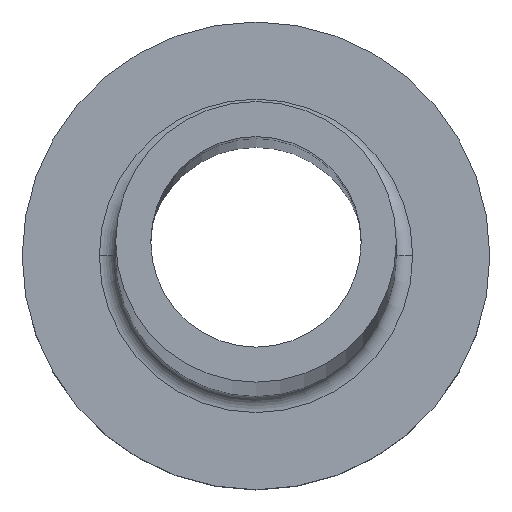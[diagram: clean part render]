
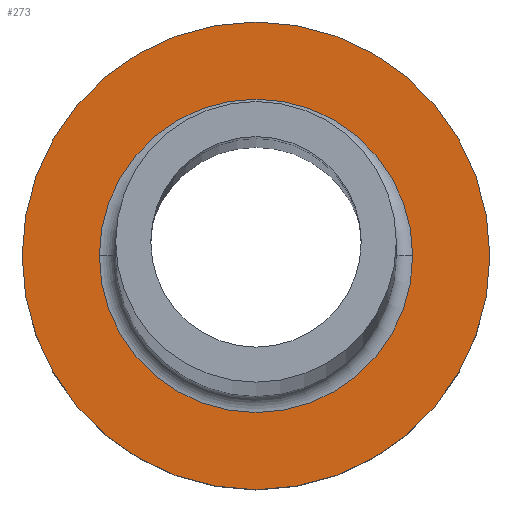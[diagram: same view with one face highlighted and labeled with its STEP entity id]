
A CAD part, top view. The second image highlights one B-rep face of the part: STEP entity #273.
In plain terms, the highlighted planar face has unit normal (0, 0, 1).
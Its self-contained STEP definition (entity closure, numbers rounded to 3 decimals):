
#5 = VERTEX_POINT ( 'NONE', #146 ) ;
#21 = CARTESIAN_POINT ( 'NONE',  ( 6.7, 0., 7. ) ) ;
#54 = EDGE_CURVE ( 'NONE', #5, #349, #201, .T. ) ;
#62 = ORIENTED_EDGE ( 'NONE', *, *, #353, .T. ) ;
#66 = DIRECTION ( 'NONE',  ( 1., 0., 0. ) ) ;
#74 = CIRCLE ( 'NONE', #131, 10. ) ;
#83 = VERTEX_POINT ( 'NONE', #351 ) ;
#94 = AXIS2_PLACEMENT_3D ( 'NONE', #372, #444, #196 ) ;
#102 = PLANE ( 'NONE',  #447 ) ;
#109 = EDGE_LOOP ( 'NONE', ( #62, #178 ) ) ;
#128 = DIRECTION ( 'NONE',  ( 0., 0., 1. ) ) ;
#131 = AXIS2_PLACEMENT_3D ( 'NONE', #339, #128, #132 ) ;
#132 = DIRECTION ( 'NONE',  ( 1., 0., 0. ) ) ;
#146 = CARTESIAN_POINT ( 'NONE',  ( 10., 0., 7. ) ) ;
#163 = AXIS2_PLACEMENT_3D ( 'NONE', #278, #327, #213 ) ;
#164 = CARTESIAN_POINT ( 'NONE',  ( 0., 0., 7. ) ) ;
#178 = ORIENTED_EDGE ( 'NONE', *, *, #236, .T. ) ;
#180 = EDGE_LOOP ( 'NONE', ( #287, #324 ) ) ;
#189 = DIRECTION ( 'NONE',  ( 1., 0., 0. ) ) ;
#196 = DIRECTION ( 'NONE',  ( 1., 0., 0. ) ) ;
#201 = CIRCLE ( 'NONE', #163, 10. ) ;
#213 = DIRECTION ( 'NONE',  ( 1., 0., 0. ) ) ;
#236 = EDGE_CURVE ( 'NONE', #83, #360, #300, .T. ) ;
#241 = FACE_OUTER_BOUND ( 'NONE', #180, .T. ) ;
#270 = DIRECTION ( 'NONE',  ( 0., 0., 1. ) ) ;
#273 = ADVANCED_FACE ( 'NONE', ( #414, #241 ), #102, .T. ) ;
#278 = CARTESIAN_POINT ( 'NONE',  ( 0., 0., 7. ) ) ;
#287 = ORIENTED_EDGE ( 'NONE', *, *, #359, .T. ) ;
#293 = CIRCLE ( 'NONE', #94, 6.7 ) ;
#300 = CIRCLE ( 'NONE', #308, 6.7 ) ;
#308 = AXIS2_PLACEMENT_3D ( 'NONE', #365, #440, #189 ) ;
#324 = ORIENTED_EDGE ( 'NONE', *, *, #54, .T. ) ;
#327 = DIRECTION ( 'NONE',  ( 0., 0., 1. ) ) ;
#339 = CARTESIAN_POINT ( 'NONE',  ( 0., 0., 7. ) ) ;
#349 = VERTEX_POINT ( 'NONE', #377 ) ;
#351 = CARTESIAN_POINT ( 'NONE',  ( -6.7, 0., 7. ) ) ;
#353 = EDGE_CURVE ( 'NONE', #360, #83, #293, .T. ) ;
#359 = EDGE_CURVE ( 'NONE', #349, #5, #74, .T. ) ;
#360 = VERTEX_POINT ( 'NONE', #21 ) ;
#365 = CARTESIAN_POINT ( 'NONE',  ( 0., 0., 7. ) ) ;
#372 = CARTESIAN_POINT ( 'NONE',  ( 0., 0., 7. ) ) ;
#377 = CARTESIAN_POINT ( 'NONE',  ( -10., 0., 7. ) ) ;
#414 = FACE_BOUND ( 'NONE', #109, .T. ) ;
#440 = DIRECTION ( 'NONE',  ( 0., 0., -1. ) ) ;
#444 = DIRECTION ( 'NONE',  ( 0., 0., -1. ) ) ;
#447 = AXIS2_PLACEMENT_3D ( 'NONE', #164, #270, #66 ) ;
